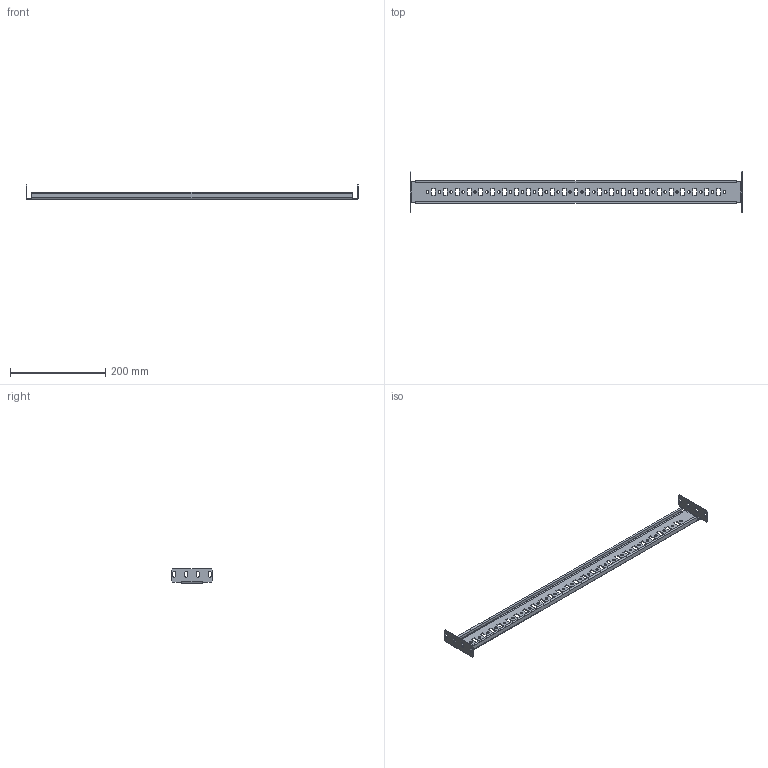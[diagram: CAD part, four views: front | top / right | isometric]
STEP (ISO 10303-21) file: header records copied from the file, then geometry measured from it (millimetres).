
FILE_DESCRIPTION(('CATIA V5 STEP Exchange'),'2;1');
FILE_NAME('EB0800.stp','2013-11-19T11:39:10+00:00',('none'),('none'),'CATIA Version 5 Release 20 SP 6 (IN-10)','CATIA V5 STEP AP203','none');
FILE_SCHEMA(('CONFIG_CONTROL_DESIGN'));
Length unit declared in the file: millimetre
Products named in the file (1): Traversa_laterale_050x0800
Bounding box: 698.5 x 87 x 31 mm (x, y, z)
Volume: 118933.8 mm3; surface area: 126171.9 mm2
Topology: 1 solids, 1 shells, 264 faces, 738 edges, 476 vertices
Faces by surface type: plane 186, cylinder 78
Entity records: 10410 total; most frequent: CARTESIAN_POINT 3713, ORIENTED_EDGE 1476, DIRECTION 1096, EDGE_CURVE 738, VECTOR 576, LINE 576, VERTEX_POINT 476, EDGE_LOOP 382
